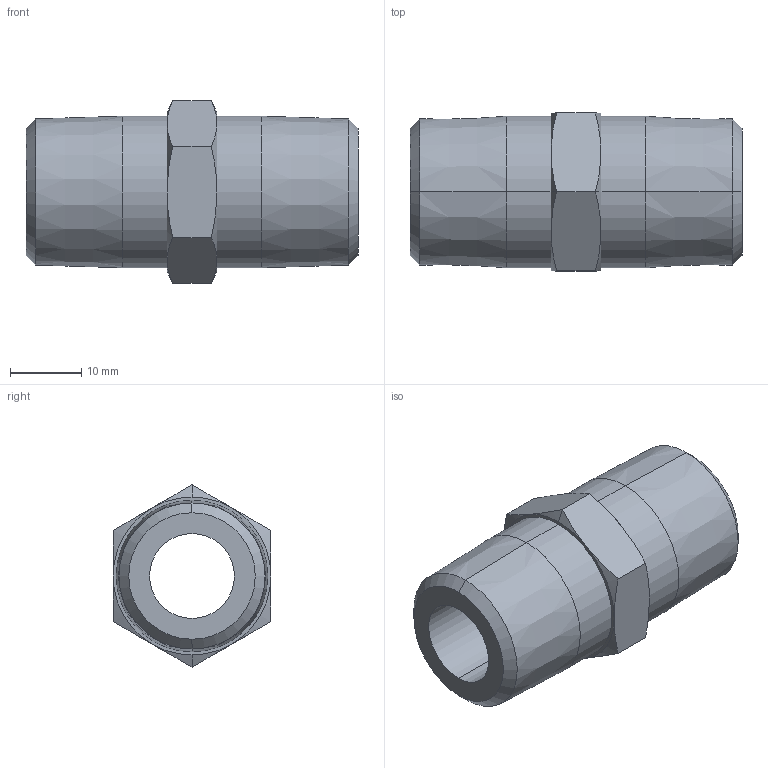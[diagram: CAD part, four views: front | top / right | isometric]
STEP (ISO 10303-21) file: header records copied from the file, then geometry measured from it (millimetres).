
FILE_DESCRIPTION(('starvars output'),'2;1');
FILE_NAME('cv20170805192700000010916.stp','19:27:00 2017/08/05',( 'Thomas Industrial Network Germany GmbH'),( 'Thomas Industrial Network Germany GmbH'),'unknown preprocess','ACIS' ,'unknown authorization');
FILE_SCHEMA(('AUTOMOTIVE_DESIGN_CC2 {UNKNOWN IMPLEMENTATION LEVEL}'));
Length unit declared in the file: millimetre
Products named in the file (1): PRODUCT_ID_2
Bounding box: 46.74 x 22.23 x 25.66 mm (x, y, z)
Volume: 11460.7 mm3; surface area: 5358.7 mm2
Topology: 1 solids, 1 shells, 40 faces, 84 edges, 48 vertices
Faces by surface type: cone 24, plane 10, cylinder 6
Entity records: 1210 total; most frequent: CARTESIAN_POINT 175, ORIENTED_EDGE 168, DIRECTION 86, EDGE_CURVE 84, VERTEX_POINT 48, EDGE_LOOP 44, FACE_BOUND 44, STYLED_ITEM 41
